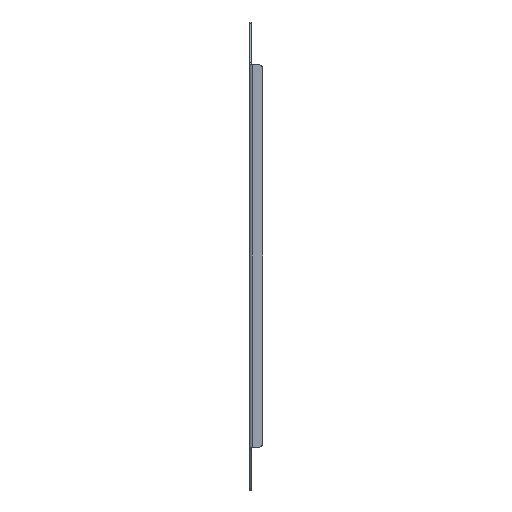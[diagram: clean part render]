
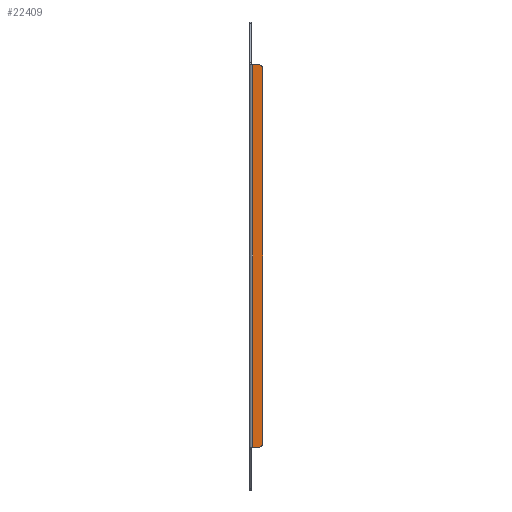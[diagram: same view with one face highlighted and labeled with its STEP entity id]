
A CAD part, left-side view. The second image highlights one B-rep face of the part: STEP entity #22409.
In plain terms, the highlighted planar face has unit normal (-1, 0, 0).
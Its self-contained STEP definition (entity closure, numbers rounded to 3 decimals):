
#1077 = CARTESIAN_POINT ( 'NONE',  ( -124.876, -1., 143. ) ) ;
#1535 = CARTESIAN_POINT ( 'NONE',  ( -124.876, -5.626, 143. ) ) ;
#1584 = EDGE_CURVE ( 'NONE', #27415, #17991, #32606, .T. ) ;
#1642 = AXIS2_PLACEMENT_3D ( 'NONE', #12014, #35330, #35196 ) ;
#2116 = DIRECTION ( 'NONE',  ( 0., 0., 1. ) ) ;
#2314 = EDGE_CURVE ( 'NONE', #24293, #25465, #21501, .T. ) ;
#2802 = CARTESIAN_POINT ( 'NONE',  ( -124.876, -8.626, -140. ) ) ;
#3892 = DIRECTION ( 'NONE',  ( 0., 0., 1. ) ) ;
#3925 = CARTESIAN_POINT ( 'NONE',  ( -124.876, -1., 140. ) ) ;
#4049 = DIRECTION ( 'NONE',  ( 0., 0., 1. ) ) ;
#4504 = VECTOR ( 'NONE', #4049, 1000. ) ;
#4925 = ORIENTED_EDGE ( 'NONE', *, *, #5903, .T. ) ;
#5053 = ORIENTED_EDGE ( 'NONE', *, *, #25643, .T. ) ;
#5173 = CARTESIAN_POINT ( 'NONE',  ( -124.876, -1., -143. ) ) ;
#5903 = EDGE_CURVE ( 'NONE', #25465, #24146, #7921, .T. ) ;
#6658 = ORIENTED_EDGE ( 'NONE', *, *, #12623, .T. ) ;
#7228 = CARTESIAN_POINT ( 'NONE',  ( -124.876, -5.626, -140. ) ) ;
#7921 = CIRCLE ( 'NONE', #1642, 3. ) ;
#8161 = ORIENTED_EDGE ( 'NONE', *, *, #2314, .T. ) ;
#11081 = VECTOR ( 'NONE', #22813, 1000. ) ;
#11193 = DIRECTION ( 'NONE',  ( 0., 1., 0. ) ) ;
#12014 = CARTESIAN_POINT ( 'NONE',  ( -124.876, -5.626, 140. ) ) ;
#12447 = DIRECTION ( 'NONE',  ( 0., 0., -1. ) ) ;
#12623 = EDGE_CURVE ( 'NONE', #15444, #24293, #22855, .T. ) ;
#13651 = FACE_OUTER_BOUND ( 'NONE', #24385, .T. ) ;
#14149 = VECTOR ( 'NONE', #11193, 1000. ) ;
#15444 = VERTEX_POINT ( 'NONE', #18874 ) ;
#17991 = VERTEX_POINT ( 'NONE', #1077 ) ;
#18065 = EDGE_CURVE ( 'NONE', #24146, #17991, #21957, .T. ) ;
#18874 = CARTESIAN_POINT ( 'NONE',  ( -124.876, -5.626, -143. ) ) ;
#21501 = LINE ( 'NONE', #34470, #38091 ) ;
#21957 = LINE ( 'NONE', #28807, #14149 ) ;
#22409 = ADVANCED_FACE ( 'NONE', ( #13651 ), #33532, .F. ) ;
#22813 = DIRECTION ( 'NONE',  ( 0., -1., 0. ) ) ;
#22855 = CIRCLE ( 'NONE', #32034, 3. ) ;
#24146 = VERTEX_POINT ( 'NONE', #1535 ) ;
#24293 = VERTEX_POINT ( 'NONE', #2802 ) ;
#24333 = ORIENTED_EDGE ( 'NONE', *, *, #1584, .F. ) ;
#24385 = EDGE_LOOP ( 'NONE', ( #24333, #5053, #6658, #8161, #4925, #34756 ) ) ;
#24777 = CARTESIAN_POINT ( 'NONE',  ( -124.876, -5.626, 140. ) ) ;
#25465 = VERTEX_POINT ( 'NONE', #35837 ) ;
#25643 = EDGE_CURVE ( 'NONE', #27415, #15444, #31802, .T. ) ;
#26318 = AXIS2_PLACEMENT_3D ( 'NONE', #24777, #30033, #12447 ) ;
#27415 = VERTEX_POINT ( 'NONE', #5173 ) ;
#27811 = DIRECTION ( 'NONE',  ( -1., 0., 0. ) ) ;
#28697 = CARTESIAN_POINT ( 'NONE',  ( -124.876, -5.626, -143. ) ) ;
#28807 = CARTESIAN_POINT ( 'NONE',  ( -124.876, -5.626, 143. ) ) ;
#30033 = DIRECTION ( 'NONE',  ( 1., 0., 0. ) ) ;
#31802 = LINE ( 'NONE', #28697, #11081 ) ;
#32034 = AXIS2_PLACEMENT_3D ( 'NONE', #7228, #27811, #3892 ) ;
#32606 = LINE ( 'NONE', #3925, #4504 ) ;
#33532 = PLANE ( 'NONE',  #26318 ) ;
#34470 = CARTESIAN_POINT ( 'NONE',  ( -124.876, -8.626, 140. ) ) ;
#34756 = ORIENTED_EDGE ( 'NONE', *, *, #18065, .T. ) ;
#35196 = DIRECTION ( 'NONE',  ( 0., 0., 1. ) ) ;
#35330 = DIRECTION ( 'NONE',  ( -1., 0., 0. ) ) ;
#35837 = CARTESIAN_POINT ( 'NONE',  ( -124.876, -8.626, 140. ) ) ;
#38091 = VECTOR ( 'NONE', #2116, 1000. ) ;
